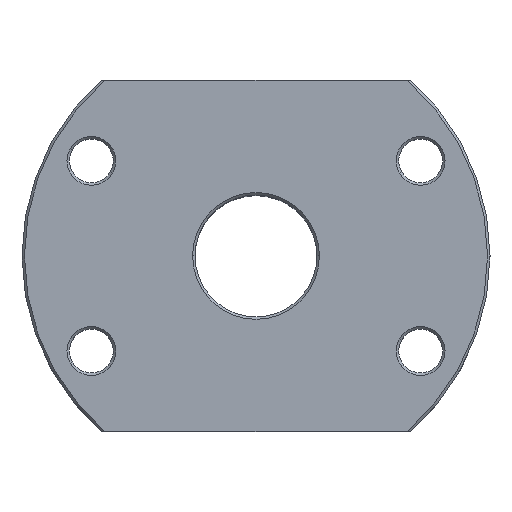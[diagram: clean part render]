
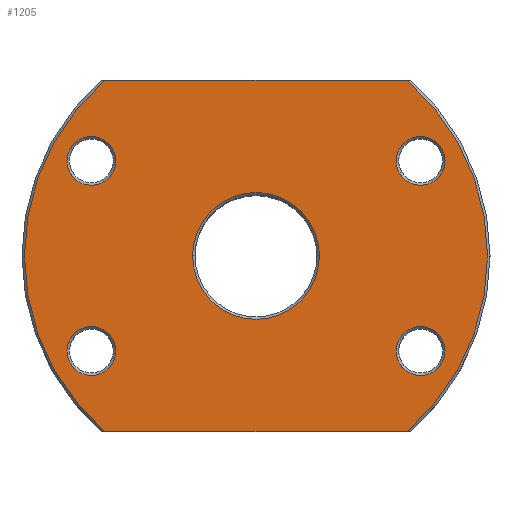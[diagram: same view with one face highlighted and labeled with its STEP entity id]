
A CAD part, top view. The second image highlights one B-rep face of the part: STEP entity #1205.
In plain terms, the highlighted planar face has unit normal (0, 0, 1).
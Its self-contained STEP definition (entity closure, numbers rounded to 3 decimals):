
#285=AXIS2_PLACEMENT_3D('Circle Axis2P3D',#283,#284,$) ;
#316=AXIS2_PLACEMENT_3D('Circle Axis2P3D',#314,#315,$) ;
#340=AXIS2_PLACEMENT_3D('Circle Axis2P3D',#338,#339,$) ;
#446=AXIS2_PLACEMENT_3D('Circle Axis2P3D',#444,#445,$) ;
#726=AXIS2_PLACEMENT_3D('Circle Axis2P3D',#724,#725,$) ;
#750=AXIS2_PLACEMENT_3D('Circle Axis2P3D',#748,#749,$) ;
#879=AXIS2_PLACEMENT_3D('Circle Axis2P3D',#877,#878,$) ;
#903=AXIS2_PLACEMENT_3D('Circle Axis2P3D',#901,#902,$) ;
#1032=AXIS2_PLACEMENT_3D('Circle Axis2P3D',#1030,#1031,$) ;
#1056=AXIS2_PLACEMENT_3D('Circle Axis2P3D',#1054,#1055,$) ;
#1163=AXIS2_PLACEMENT_3D('Plane Axis2P3D',#1160,#1161,#1162) ;
#1173=AXIS2_PLACEMENT_3D('Circle Axis2P3D',#1171,#1172,$) ;
#1182=AXIS2_PLACEMENT_3D('Circle Axis2P3D',#1180,#1181,$) ;
#280=CARTESIAN_POINT('Vertex',(-13.,0.,85.)) ;
#283=CARTESIAN_POINT('Axis2P3D Location',(0.,0.,85.)) ;
#287=CARTESIAN_POINT('Vertex',(13.,0.,85.)) ;
#314=CARTESIAN_POINT('Axis2P3D Location',(0.,0.,85.)) ;
#338=CARTESIAN_POINT('Axis2P3D Location',(0.,0.,85.)) ;
#342=CARTESIAN_POINT('Vertex',(30.988,-36.,85.)) ;
#344=CARTESIAN_POINT('Vertex',(30.988,36.,85.)) ;
#444=CARTESIAN_POINT('Axis2P3D Location',(0.,0.,85.)) ;
#448=CARTESIAN_POINT('Vertex',(-30.988,36.,85.)) ;
#450=CARTESIAN_POINT('Vertex',(-30.988,-36.,85.)) ;
#530=CARTESIAN_POINT('Line Origine',(0.,36.,85.)) ;
#563=CARTESIAN_POINT('Line Origine',(0.,-36.,85.)) ;
#721=CARTESIAN_POINT('Vertex',(-38.105,22.,85.)) ;
#724=CARTESIAN_POINT('Axis2P3D Location',(-33.775,19.5,85.)) ;
#728=CARTESIAN_POINT('Vertex',(-29.445,17.,85.)) ;
#748=CARTESIAN_POINT('Axis2P3D Location',(-33.775,19.5,85.)) ;
#874=CARTESIAN_POINT('Vertex',(-38.105,-22.,85.)) ;
#877=CARTESIAN_POINT('Axis2P3D Location',(-33.775,-19.5,85.)) ;
#881=CARTESIAN_POINT('Vertex',(-29.445,-17.,85.)) ;
#901=CARTESIAN_POINT('Axis2P3D Location',(-33.775,-19.5,85.)) ;
#1027=CARTESIAN_POINT('Vertex',(38.105,22.,85.)) ;
#1030=CARTESIAN_POINT('Axis2P3D Location',(33.775,19.5,85.)) ;
#1034=CARTESIAN_POINT('Vertex',(29.445,17.,85.)) ;
#1054=CARTESIAN_POINT('Axis2P3D Location',(33.775,19.5,85.)) ;
#1160=CARTESIAN_POINT('Axis2P3D Location',(0.,0.,85.)) ;
#1171=CARTESIAN_POINT('Axis2P3D Location',(33.775,-19.5,85.)) ;
#1175=CARTESIAN_POINT('Vertex',(29.445,-17.,85.)) ;
#1177=CARTESIAN_POINT('Vertex',(38.105,-22.,85.)) ;
#1180=CARTESIAN_POINT('Axis2P3D Location',(33.775,-19.5,85.)) ;
#284=DIRECTION('Axis2P3D Direction',(0.,0.,1.)) ;
#315=DIRECTION('Axis2P3D Direction',(0.,0.,1.)) ;
#339=DIRECTION('Axis2P3D Direction',(0.,0.,1.)) ;
#445=DIRECTION('Axis2P3D Direction',(0.,0.,1.)) ;
#531=DIRECTION('Vector Direction',(1.,0.,0.)) ;
#564=DIRECTION('Vector Direction',(1.,0.,0.)) ;
#725=DIRECTION('Axis2P3D Direction',(0.,0.,1.)) ;
#749=DIRECTION('Axis2P3D Direction',(0.,0.,1.)) ;
#878=DIRECTION('Axis2P3D Direction',(0.,0.,1.)) ;
#902=DIRECTION('Axis2P3D Direction',(0.,0.,1.)) ;
#1031=DIRECTION('Axis2P3D Direction',(0.,0.,1.)) ;
#1055=DIRECTION('Axis2P3D Direction',(0.,0.,1.)) ;
#1161=DIRECTION('Axis2P3D Direction',(0.,0.,1.)) ;
#1162=DIRECTION('Axis2P3D XDirection',(1.,0.,0.)) ;
#1172=DIRECTION('Axis2P3D Direction',(0.,0.,1.)) ;
#1181=DIRECTION('Axis2P3D Direction',(0.,0.,1.)) ;
#532=VECTOR('Line Direction',#531,1.) ;
#565=VECTOR('Line Direction',#564,1.) ;
#1166=ORIENTED_EDGE('',*,*,#567,.T.) ;
#1167=ORIENTED_EDGE('',*,*,#346,.T.) ;
#1168=ORIENTED_EDGE('',*,*,#534,.T.) ;
#1169=ORIENTED_EDGE('',*,*,#452,.T.) ;
#1186=ORIENTED_EDGE('',*,*,#1179,.F.) ;
#1187=ORIENTED_EDGE('',*,*,#1184,.F.) ;
#1190=ORIENTED_EDGE('',*,*,#1058,.F.) ;
#1191=ORIENTED_EDGE('',*,*,#1036,.F.) ;
#1194=ORIENTED_EDGE('',*,*,#905,.F.) ;
#1195=ORIENTED_EDGE('',*,*,#883,.F.) ;
#1198=ORIENTED_EDGE('',*,*,#752,.F.) ;
#1199=ORIENTED_EDGE('',*,*,#730,.F.) ;
#1202=ORIENTED_EDGE('',*,*,#318,.F.) ;
#1203=ORIENTED_EDGE('',*,*,#289,.F.) ;
#1188=FACE_BOUND('',#1185,.T.) ;
#1192=FACE_BOUND('',#1189,.T.) ;
#1196=FACE_BOUND('',#1193,.T.) ;
#1200=FACE_BOUND('',#1197,.T.) ;
#1204=FACE_BOUND('',#1201,.T.) ;
#1205=ADVANCED_FACE('',(#1170,#1188,#1192,#1196,#1200,#1204),#1164,.T.) ;
#286=CIRCLE('generated circle',#285,13.) ;
#317=CIRCLE('generated circle',#316,13.) ;
#341=CIRCLE('generated circle',#340,47.5) ;
#447=CIRCLE('generated circle',#446,47.5) ;
#727=CIRCLE('generated circle',#726,5.) ;
#751=CIRCLE('generated circle',#750,5.) ;
#880=CIRCLE('generated circle',#879,5.) ;
#904=CIRCLE('generated circle',#903,5.) ;
#1033=CIRCLE('generated circle',#1032,5.) ;
#1057=CIRCLE('generated circle',#1056,5.) ;
#1174=CIRCLE('generated circle',#1173,5.) ;
#1183=CIRCLE('generated circle',#1182,5.) ;
#289=EDGE_CURVE('',#281,#288,#286,.T.) ;
#318=EDGE_CURVE('',#288,#281,#317,.T.) ;
#346=EDGE_CURVE('',#343,#345,#341,.T.) ;
#452=EDGE_CURVE('',#449,#451,#447,.T.) ;
#534=EDGE_CURVE('',#345,#449,#533,.F.) ;
#567=EDGE_CURVE('',#451,#343,#566,.T.) ;
#730=EDGE_CURVE('',#722,#729,#727,.T.) ;
#752=EDGE_CURVE('',#729,#722,#751,.T.) ;
#883=EDGE_CURVE('',#875,#882,#880,.T.) ;
#905=EDGE_CURVE('',#882,#875,#904,.T.) ;
#1036=EDGE_CURVE('',#1028,#1035,#1033,.T.) ;
#1058=EDGE_CURVE('',#1035,#1028,#1057,.T.) ;
#1179=EDGE_CURVE('',#1176,#1178,#1174,.T.) ;
#1184=EDGE_CURVE('',#1178,#1176,#1183,.T.) ;
#1165=EDGE_LOOP('',(#1166,#1167,#1168,#1169)) ;
#1185=EDGE_LOOP('',(#1186,#1187)) ;
#1189=EDGE_LOOP('',(#1190,#1191)) ;
#1193=EDGE_LOOP('',(#1194,#1195)) ;
#1197=EDGE_LOOP('',(#1198,#1199)) ;
#1201=EDGE_LOOP('',(#1202,#1203)) ;
#1170=FACE_OUTER_BOUND('',#1165,.T.) ;
#533=LINE('Line',#530,#532) ;
#566=LINE('Line',#563,#565) ;
#1164=PLANE('Plane',#1163) ;
#281=VERTEX_POINT('',#280) ;
#288=VERTEX_POINT('',#287) ;
#343=VERTEX_POINT('',#342) ;
#345=VERTEX_POINT('',#344) ;
#449=VERTEX_POINT('',#448) ;
#451=VERTEX_POINT('',#450) ;
#722=VERTEX_POINT('',#721) ;
#729=VERTEX_POINT('',#728) ;
#875=VERTEX_POINT('',#874) ;
#882=VERTEX_POINT('',#881) ;
#1028=VERTEX_POINT('',#1027) ;
#1035=VERTEX_POINT('',#1034) ;
#1176=VERTEX_POINT('',#1175) ;
#1178=VERTEX_POINT('',#1177) ;
